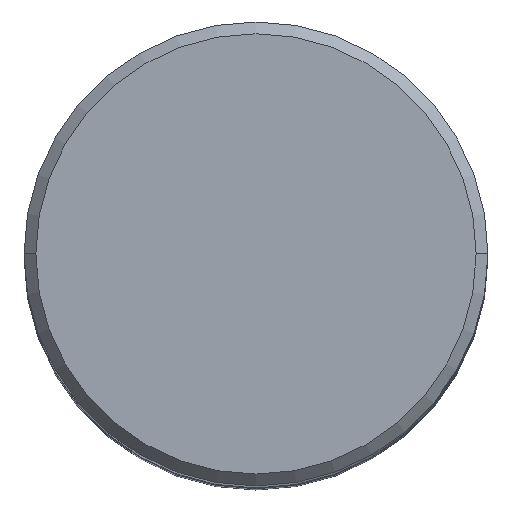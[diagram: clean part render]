
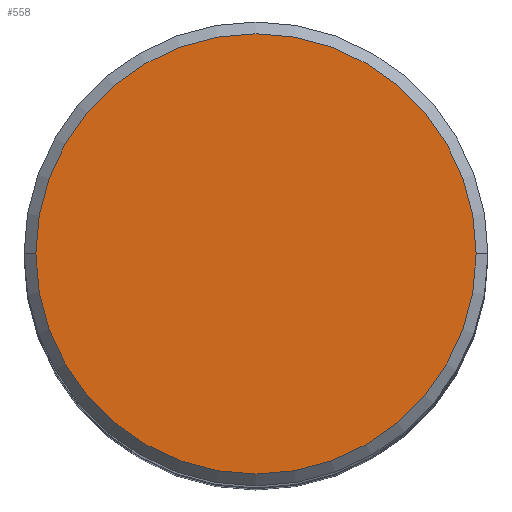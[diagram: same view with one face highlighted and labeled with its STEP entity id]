
A CAD part, top view. The second image highlights one B-rep face of the part: STEP entity #558.
In plain terms, the highlighted planar face has unit normal (0, 0, 1).
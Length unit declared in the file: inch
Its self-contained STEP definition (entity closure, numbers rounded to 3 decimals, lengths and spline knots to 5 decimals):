
#12 = EDGE_CURVE ( 'NONE', #332, #404, #225, .T. ) ;
#70 = AXIS2_PLACEMENT_3D ( 'NONE', #127, #560, #214 ) ;
#88 = CARTESIAN_POINT ( 'NONE',  ( 0., 0., 0. ) ) ;
#108 = CARTESIAN_POINT ( 'NONE',  ( 0., 0.3737, 0. ) ) ;
#127 = CARTESIAN_POINT ( 'NONE',  ( 0., 0., 0. ) ) ;
#146 = EDGE_LOOP ( 'NONE', ( #451, #324 ) ) ;
#151 = EDGE_CURVE ( 'NONE', #404, #332, #408, .T. ) ;
#185 = CARTESIAN_POINT ( 'NONE',  ( 0.3737, 0., 0. ) ) ;
#200 = DIRECTION ( 'NONE',  ( 0., 0., -1. ) ) ;
#214 = DIRECTION ( 'NONE',  ( 1., 0., 0. ) ) ;
#225 = CIRCLE ( 'NONE', #304, 0.3737 ) ;
#238 = CARTESIAN_POINT ( 'NONE',  ( -0.3737, 0., 0. ) ) ;
#258 = PLANE ( 'NONE',  #468 ) ;
#304 = AXIS2_PLACEMENT_3D ( 'NONE', #88, #407, #523 ) ;
#324 = ORIENTED_EDGE ( 'NONE', *, *, #151, .T. ) ;
#332 = VERTEX_POINT ( 'NONE', #238 ) ;
#341 = DIRECTION ( 'NONE',  ( -1., 0., 0. ) ) ;
#385 = FACE_OUTER_BOUND ( 'NONE', #146, .T. ) ;
#404 = VERTEX_POINT ( 'NONE', #185 ) ;
#407 = DIRECTION ( 'NONE',  ( 0., 0., 1. ) ) ;
#408 = CIRCLE ( 'NONE', #70, 0.3737 ) ;
#451 = ORIENTED_EDGE ( 'NONE', *, *, #12, .T. ) ;
#468 = AXIS2_PLACEMENT_3D ( 'NONE', #108, #200, #341 ) ;
#523 = DIRECTION ( 'NONE',  ( 1., 0., 0. ) ) ;
#558 = ADVANCED_FACE ( 'NONE', ( #385 ), #258, .F. ) ;
#560 = DIRECTION ( 'NONE',  ( 0., 0., 1. ) ) ;
